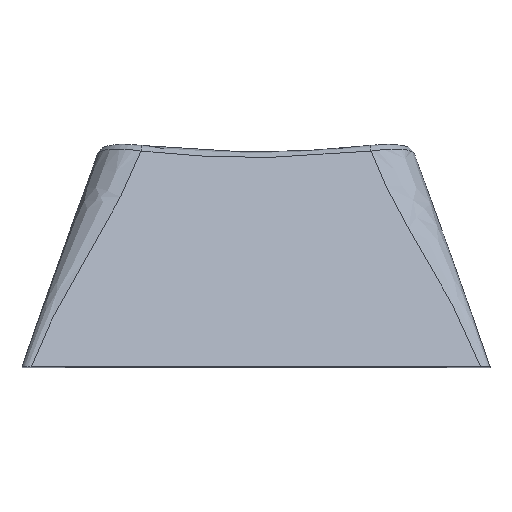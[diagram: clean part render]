
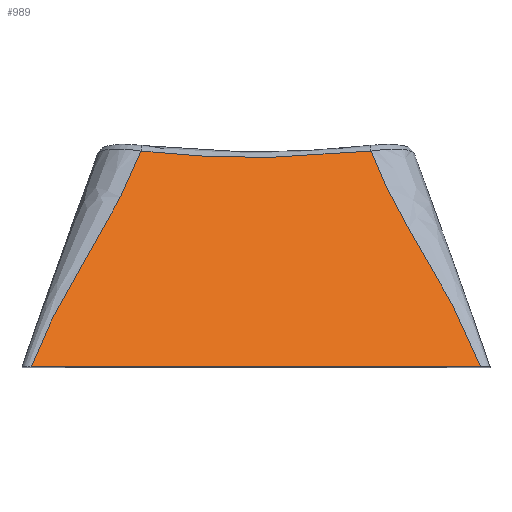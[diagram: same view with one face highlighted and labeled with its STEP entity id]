
A CAD part, top view. The second image highlights one B-rep face of the part: STEP entity #989.
In plain terms, the highlighted planar face has unit normal (0, 0.438, 0.899).
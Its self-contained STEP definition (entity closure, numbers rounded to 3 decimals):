
#812=VERTEX_POINT('',#813);
#813=CARTESIAN_POINT('',(17.637,0.0,0.0));
#825=EDGE_CURVE('',#812,#826,#828,.F.);
#826=VERTEX_POINT('',#827);
#827=CARTESIAN_POINT('',(0.363,0.0,0.0));
#828=LINE('',#829,#830);
#829=CARTESIAN_POINT('',(0.0,0.0,0.0));
#830=VECTOR('',#831,1.0);
#831=DIRECTION('',(1.0,0.0,0.0));
#989=ADVANCED_FACE('',(#990),#1052,.T.);
#990=FACE_BOUND('',#991,.T.);
#991=EDGE_LOOP('',(#992,#1018,#1027,#1051));
#992=ORIENTED_EDGE('',*,*,#993,.T.);
#993=EDGE_CURVE('',#812,#994,#996,.T.);
#994=VERTEX_POINT('',#995);
#995=CARTESIAN_POINT('',(13.429,8.306,-4.043));
#996=B_SPLINE_CURVE_WITH_KNOTS('',2,(#997,#998,#999,#1000,#1001,#1002,#1003,#1004,#1005,#1006,#1007,#1008,#1009,#1010,#1011,#1012,#1013,#1014,#1015,#1016,#1017),.UNSPECIFIED.,.F.,.U.,(3,2,2,2,2,2,2,2,2,2,3),(0.0,0.125,0.25,0.375,0.5,0.625,0.75,0.875,0.938,0.969,1.0),.UNSPECIFIED.);
#997=CARTESIAN_POINT('',(17.637,0.,0.));
#998=CARTESIAN_POINT('',(17.452,0.527,-0.256));
#999=CARTESIAN_POINT('',(17.194,1.098,-0.535));
#1000=CARTESIAN_POINT('',(16.966,1.606,-0.782));
#1001=CARTESIAN_POINT('',(16.668,2.174,-1.058));
#1002=CARTESIAN_POINT('',(16.42,2.648,-1.289));
#1003=CARTESIAN_POINT('',(16.086,3.234,-1.574));
#1004=CARTESIAN_POINT('',(15.885,3.586,-1.745));
#1005=CARTESIAN_POINT('',(15.475,4.286,-2.086));
#1006=CARTESIAN_POINT('',(15.063,4.989,-2.428));
#1007=CARTESIAN_POINT('',(14.864,5.338,-2.598));
#1008=CARTESIAN_POINT('',(14.53,5.924,-2.883));
#1009=CARTESIAN_POINT('',(14.283,6.398,-3.114));
#1010=CARTESIAN_POINT('',(13.986,6.969,-3.392));
#1011=CARTESIAN_POINT('',(13.763,7.475,-3.638));
#1012=CARTESIAN_POINT('',(13.64,7.754,-3.774));
#1013=CARTESIAN_POINT('',(13.535,8.023,-3.905));
#1014=CARTESIAN_POINT('',(13.482,8.159,-3.971));
#1015=CARTESIAN_POINT('',(13.431,8.299,-4.039));
#1016=CARTESIAN_POINT('',(13.425,8.315,-4.047));
#1017=CARTESIAN_POINT('',(13.332,8.577,-4.174));
#1018=ORIENTED_EDGE('',*,*,#1019,.T.);
#1019=EDGE_CURVE('',#994,#1020,#1022,.T.);
#1020=VERTEX_POINT('',#1021);
#1021=CARTESIAN_POINT('',(4.571,8.306,-4.043));
#1022=ELLIPSE('',#1023,37.841,36.65);
#1023=AXIS2_PLACEMENT_3D('',#1024,#1025,#1026);
#1024=CARTESIAN_POINT('',(9.0,42.082,-20.481));
#1025=DIRECTION('',(0.0,-0.438,-0.899));
#1026=DIRECTION('',(0.0,-0.899,0.438));
#1027=ORIENTED_EDGE('',*,*,#1028,.T.);
#1028=EDGE_CURVE('',#1020,#826,#1029,.T.);
#1029=B_SPLINE_CURVE_WITH_KNOTS('',2,(#1030,#1031,#1032,#1033,#1034,#1035,#1036,#1037,#1038,#1039,#1040,#1041,#1042,#1043,#1044,#1045,#1046,#1047,#1048,#1049,#1050),.UNSPECIFIED.,.F.,.U.,(3,2,2,2,2,2,2,2,2,2,3),(0.0,0.031,0.063,0.125,0.25,0.375,0.5,0.625,0.75,0.875,1.0),.UNSPECIFIED.);
#1030=CARTESIAN_POINT('',(4.668,8.577,-4.174));
#1031=CARTESIAN_POINT('',(4.575,8.316,-4.047));
#1032=CARTESIAN_POINT('',(4.569,8.299,-4.039));
#1033=CARTESIAN_POINT('',(4.518,8.16,-3.971));
#1034=CARTESIAN_POINT('',(4.465,8.023,-3.905));
#1035=CARTESIAN_POINT('',(4.361,7.755,-3.774));
#1036=CARTESIAN_POINT('',(4.237,7.475,-3.638));
#1037=CARTESIAN_POINT('',(4.014,6.97,-3.392));
#1038=CARTESIAN_POINT('',(3.717,6.398,-3.114));
#1039=CARTESIAN_POINT('',(3.47,5.925,-2.883));
#1040=CARTESIAN_POINT('',(3.136,5.338,-2.598));
#1041=CARTESIAN_POINT('',(2.937,4.989,-2.428));
#1042=CARTESIAN_POINT('',(2.525,4.286,-2.086));
#1043=CARTESIAN_POINT('',(2.116,3.587,-1.746));
#1044=CARTESIAN_POINT('',(1.914,3.234,-1.574));
#1045=CARTESIAN_POINT('',(1.581,2.648,-1.289));
#1046=CARTESIAN_POINT('',(1.332,2.174,-1.058));
#1047=CARTESIAN_POINT('',(1.035,1.607,-0.782));
#1048=CARTESIAN_POINT('',(0.806,1.098,-0.535));
#1049=CARTESIAN_POINT('',(0.549,0.527,-0.257));
#1050=CARTESIAN_POINT('',(0.363,0.,0.));
#1051=ORIENTED_EDGE('',*,*,#825,.F.);
#1052=PLANE('',#1053);
#1053=AXIS2_PLACEMENT_3D('',#1054,#1055,#1056);
#1054=CARTESIAN_POINT('',(0.0,0.0,0.0));
#1055=DIRECTION('',(0.0,0.438,0.899));
#1056=DIRECTION('',(0.0,-0.899,0.438));
